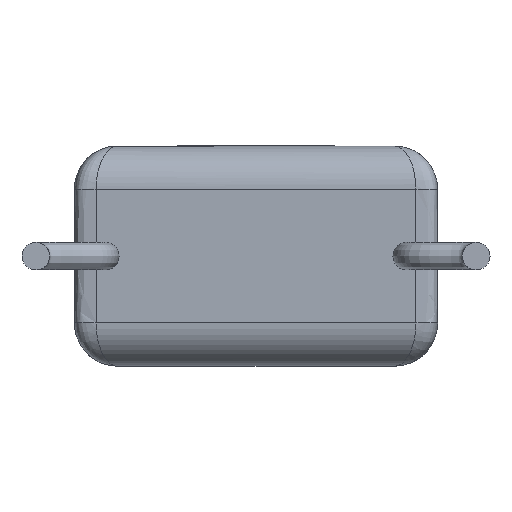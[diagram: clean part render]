
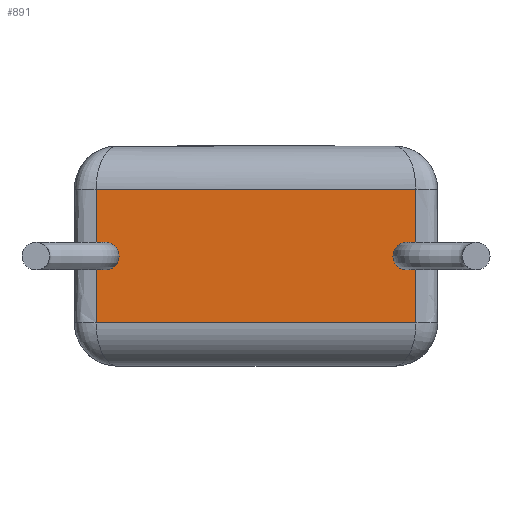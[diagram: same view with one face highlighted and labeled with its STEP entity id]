
A CAD part, front view. The second image highlights one B-rep face of the part: STEP entity #891.
In plain terms, the highlighted planar face has unit normal (0, -1, 0).
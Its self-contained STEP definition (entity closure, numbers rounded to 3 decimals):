
#24 = CARTESIAN_POINT ( 'NONE',  ( 7.88, 0., 4.08 ) ) ;
#34 = CARTESIAN_POINT ( 'NONE',  ( 0.5, 0., 1.866 ) ) ;
#82 = VECTOR ( 'NONE', #4615, 1000. ) ;
#87 = EDGE_LOOP ( 'NONE', ( #3755, #5807, #5235, #5871, #2306, #2359, #1488, #2292, #3838, #1495, #1102 ) ) ;
#105 = CARTESIAN_POINT ( 'NONE',  ( 7.88, 0., 1.866 ) ) ;
#194 = CARTESIAN_POINT ( 'NONE',  ( 0.5, 0., 3.214 ) ) ;
#274 = DIRECTION ( 'NONE',  ( 0., 1., 0. ) ) ;
#343 = DIRECTION ( 'NONE',  ( 0., 0., -1. ) ) ;
#452 = VERTEX_POINT ( 'NONE', #4224 ) ;
#500 = EDGE_CURVE ( 'NONE', #6456, #5422, #6384, .T. ) ;
#523 = EDGE_CURVE ( 'NONE', #6747, #452, #5164, .T. ) ;
#705 = VERTEX_POINT ( 'NONE', #5444 ) ;
#742 = VERTEX_POINT ( 'NONE', #1727 ) ;
#795 = DIRECTION ( 'NONE',  ( 0., 0., -1. ) ) ;
#891 = ADVANCED_FACE ( 'NONE', ( #4021 ), #4977, .F. ) ;
#900 = EDGE_CURVE ( 'NONE', #4233, #5422, #4407, .T. ) ;
#1053 = CIRCLE ( 'NONE', #1469, 0.32 ) ;
#1101 = CARTESIAN_POINT ( 'NONE',  ( 7.88, 0., 1.433 ) ) ;
#1102 = ORIENTED_EDGE ( 'NONE', *, *, #4286, .T. ) ;
#1261 = EDGE_CURVE ( 'NONE', #2397, #742, #2012, .T. ) ;
#1315 = CARTESIAN_POINT ( 'NONE',  ( 7.88, 0., 2.781 ) ) ;
#1317 = LINE ( 'NONE', #1457, #2469 ) ;
#1334 = VERTEX_POINT ( 'NONE', #4770 ) ;
#1340 = DIRECTION ( 'NONE',  ( 0., -1., 0. ) ) ;
#1457 = CARTESIAN_POINT ( 'NONE',  ( 0., 0., 4.08 ) ) ;
#1469 = AXIS2_PLACEMENT_3D ( 'NONE', #4446, #2900, #3926 ) ;
#1488 = ORIENTED_EDGE ( 'NONE', *, *, #500, .T. ) ;
#1494 = CIRCLE ( 'NONE', #4250, 0.32 ) ;
#1495 = ORIENTED_EDGE ( 'NONE', *, *, #1261, .T. ) ;
#1535 = CARTESIAN_POINT ( 'NONE',  ( 1.03, 0., 2.54 ) ) ;
#1727 = CARTESIAN_POINT ( 'NONE',  ( 0.5, 0., 1. ) ) ;
#1817 = CARTESIAN_POINT ( 'NONE',  ( 7.88, 0., 3.647 ) ) ;
#1844 = CARTESIAN_POINT ( 'NONE',  ( 0., 0., 5.08 ) ) ;
#1865 = DIRECTION ( 'NONE',  ( 0., 0., 1. ) ) ;
#2012 = B_SPLINE_CURVE_WITH_KNOTS ( 'NONE', 3,
 ( #6301, #34, #3688, #6328 ),
 .UNSPECIFIED., .F., .F.,
 ( 4, 4 ),
 ( 0.548, 0.803 ),
 .UNSPECIFIED. ) ;
#2292 = ORIENTED_EDGE ( 'NONE', *, *, #900, .F. ) ;
#2306 = ORIENTED_EDGE ( 'NONE', *, *, #3744, .T. ) ;
#2324 = DIRECTION ( 'NONE',  ( 0., 1., 0. ) ) ;
#2329 = CIRCLE ( 'NONE', #2576, 0.32 ) ;
#2359 = ORIENTED_EDGE ( 'NONE', *, *, #4355, .T. ) ;
#2388 = DIRECTION ( 'NONE',  ( 0., -1., 0. ) ) ;
#2397 = VERTEX_POINT ( 'NONE', #2580 ) ;
#2462 = DIRECTION ( 'NONE',  ( 0., 0., -1. ) ) ;
#2469 = VECTOR ( 'NONE', #6346, 1000. ) ;
#2540 = EDGE_CURVE ( 'NONE', #5394, #705, #2329, .T. ) ;
#2576 = AXIS2_PLACEMENT_3D ( 'NONE', #2835, #2324, #795 ) ;
#2580 = CARTESIAN_POINT ( 'NONE',  ( 0.5, 0., 2.299 ) ) ;
#2707 = CARTESIAN_POINT ( 'NONE',  ( 0.5, 0., 2.781 ) ) ;
#2835 = CARTESIAN_POINT ( 'NONE',  ( 7.67, 0., 2.54 ) ) ;
#2894 = CARTESIAN_POINT ( 'NONE',  ( 0.71, 0., 2.54 ) ) ;
#2900 = DIRECTION ( 'NONE',  ( 0., 1., 0. ) ) ;
#2923 = DIRECTION ( 'NONE',  ( 0., 0., -1. ) ) ;
#2961 = LINE ( 'NONE', #6742, #82 ) ;
#2962 = VERTEX_POINT ( 'NONE', #24 ) ;
#3139 = CARTESIAN_POINT ( 'NONE',  ( 0.5, 0., 3.647 ) ) ;
#3175 = AXIS2_PLACEMENT_3D ( 'NONE', #6052, #2388, #2923 ) ;
#3234 = CARTESIAN_POINT ( 'NONE',  ( 7.67, 0., 2.86 ) ) ;
#3458 = CARTESIAN_POINT ( 'NONE',  ( 7.88, 0., 3.214 ) ) ;
#3487 = CARTESIAN_POINT ( 'NONE',  ( 7.67, 0., 2.54 ) ) ;
#3539 = AXIS2_PLACEMENT_3D ( 'NONE', #1844, #274, #1865 ) ;
#3688 = CARTESIAN_POINT ( 'NONE',  ( 0.5, 0., 1.433 ) ) ;
#3744 = EDGE_CURVE ( 'NONE', #705, #2962, #5659, .T. ) ;
#3755 = ORIENTED_EDGE ( 'NONE', *, *, #523, .T. ) ;
#3823 = EDGE_CURVE ( 'NONE', #2397, #4233, #1494, .T. ) ;
#3838 = ORIENTED_EDGE ( 'NONE', *, *, #3823, .F. ) ;
#3926 = DIRECTION ( 'NONE',  ( 0., 0., -1. ) ) ;
#4021 = FACE_OUTER_BOUND ( 'NONE', #87, .T. ) ;
#4029 = DIRECTION ( 'NONE',  ( 0., 1., 0. ) ) ;
#4152 = CARTESIAN_POINT ( 'NONE',  ( 7.88, 0., 1. ) ) ;
#4224 = CARTESIAN_POINT ( 'NONE',  ( 7.88, 0., 2.299 ) ) ;
#4233 = VERTEX_POINT ( 'NONE', #1535 ) ;
#4250 = AXIS2_PLACEMENT_3D ( 'NONE', #2894, #1340, #343 ) ;
#4265 = CARTESIAN_POINT ( 'NONE',  ( 7.88, 0., 2.299 ) ) ;
#4286 = EDGE_CURVE ( 'NONE', #742, #6747, #2961, .T. ) ;
#4355 = EDGE_CURVE ( 'NONE', #2962, #6456, #1317, .T. ) ;
#4407 = CIRCLE ( 'NONE', #3175, 0.32 ) ;
#4446 = CARTESIAN_POINT ( 'NONE',  ( 7.67, 0., 2.54 ) ) ;
#4495 = CARTESIAN_POINT ( 'NONE',  ( 0.5, 0., 4.08 ) ) ;
#4609 = AXIS2_PLACEMENT_3D ( 'NONE', #3487, #4029, #2462 ) ;
#4615 = DIRECTION ( 'NONE',  ( 1., 0., 0. ) ) ;
#4770 = CARTESIAN_POINT ( 'NONE',  ( 7.67, 0., 2.22 ) ) ;
#4968 = CARTESIAN_POINT ( 'NONE',  ( 7.88, 0., 4.08 ) ) ;
#4977 = PLANE ( 'NONE',  #3539 ) ;
#5164 = B_SPLINE_CURVE_WITH_KNOTS ( 'NONE', 3,
 ( #6357, #1101, #105, #4265 ),
 .UNSPECIFIED., .F., .F.,
 ( 4, 4 ),
 ( 0.197, 0.452 ),
 .UNSPECIFIED. ) ;
#5222 = CARTESIAN_POINT ( 'NONE',  ( 0.5, 0., 4.08 ) ) ;
#5235 = ORIENTED_EDGE ( 'NONE', *, *, #5586, .T. ) ;
#5394 = VERTEX_POINT ( 'NONE', #3234 ) ;
#5422 = VERTEX_POINT ( 'NONE', #5515 ) ;
#5444 = CARTESIAN_POINT ( 'NONE',  ( 7.88, 0., 2.781 ) ) ;
#5471 = CIRCLE ( 'NONE', #4609, 0.32 ) ;
#5513 = EDGE_CURVE ( 'NONE', #452, #1334, #1053, .T. ) ;
#5515 = CARTESIAN_POINT ( 'NONE',  ( 0.5, 0., 2.781 ) ) ;
#5586 = EDGE_CURVE ( 'NONE', #1334, #5394, #5471, .T. ) ;
#5659 = B_SPLINE_CURVE_WITH_KNOTS ( 'NONE', 3,
 ( #1315, #3458, #1817, #4968 ),
 .UNSPECIFIED., .F., .F.,
 ( 4, 4 ),
 ( 0.548, 0.803 ),
 .UNSPECIFIED. ) ;
#5807 = ORIENTED_EDGE ( 'NONE', *, *, #5513, .T. ) ;
#5871 = ORIENTED_EDGE ( 'NONE', *, *, #2540, .T. ) ;
#6052 = CARTESIAN_POINT ( 'NONE',  ( 0.71, 0., 2.54 ) ) ;
#6301 = CARTESIAN_POINT ( 'NONE',  ( 0.5, 0., 2.299 ) ) ;
#6328 = CARTESIAN_POINT ( 'NONE',  ( 0.5, 0., 1. ) ) ;
#6346 = DIRECTION ( 'NONE',  ( -1., 0., 0. ) ) ;
#6357 = CARTESIAN_POINT ( 'NONE',  ( 7.88, 0., 1. ) ) ;
#6384 = B_SPLINE_CURVE_WITH_KNOTS ( 'NONE', 3,
 ( #5222, #3139, #194, #2707 ),
 .UNSPECIFIED., .F., .F.,
 ( 4, 4 ),
 ( 0.197, 0.452 ),
 .UNSPECIFIED. ) ;
#6456 = VERTEX_POINT ( 'NONE', #4495 ) ;
#6742 = CARTESIAN_POINT ( 'NONE',  ( 7.88, 0., 1. ) ) ;
#6747 = VERTEX_POINT ( 'NONE', #4152 ) ;
